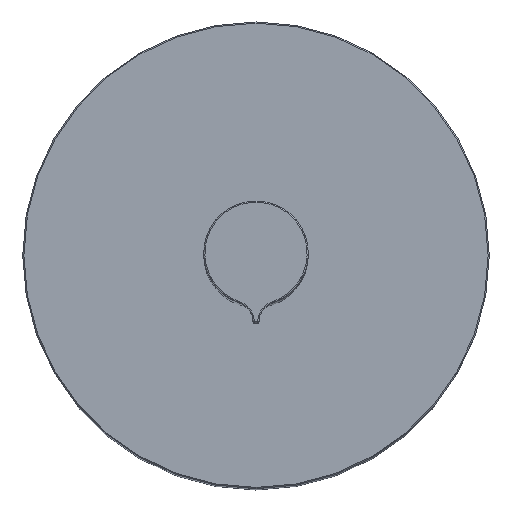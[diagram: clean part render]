
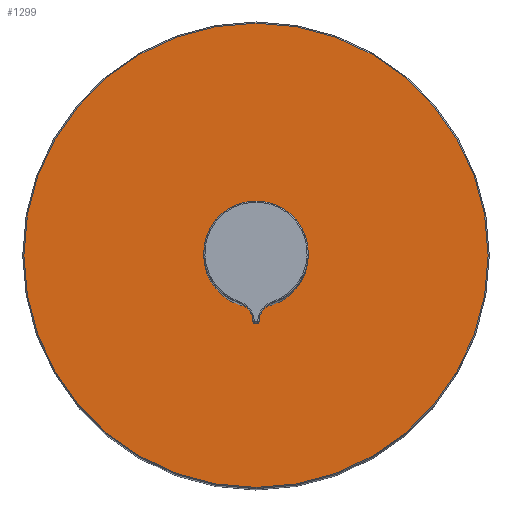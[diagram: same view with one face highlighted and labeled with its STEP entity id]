
A CAD part, top view. The second image highlights one B-rep face of the part: STEP entity #1299.
In plain terms, the highlighted planar face has unit normal (0, 0, 1).
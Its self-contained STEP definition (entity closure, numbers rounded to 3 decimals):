
#212=PLANE('',#1594);
#347=ORIENTED_EDGE('',*,*,#603,.T.);
#348=ORIENTED_EDGE('',*,*,#604,.T.);
#603=EDGE_CURVE('',#737,#737,#838,.F.);
#604=EDGE_CURVE('',#738,#738,#839,.T.);
#737=VERTEX_POINT('',#2390);
#738=VERTEX_POINT('',#2392);
#838=CIRCLE('',#1595,3.3);
#839=CIRCLE('',#1596,39.95);
#960=EDGE_LOOP('',(#347));
#961=EDGE_LOOP('',(#348));
#1118=FACE_BOUND('',#960,.T.);
#1119=FACE_BOUND('',#961,.T.);
#1299=ADVANCED_FACE('',(#1118,#1119),#212,.T.);
#1594=AXIS2_PLACEMENT_3D('',#2388,#1901,#1902);
#1595=AXIS2_PLACEMENT_3D('',#2389,#1903,#1904);
#1596=AXIS2_PLACEMENT_3D('',#2391,#1905,#1906);
#1901=DIRECTION('',(0.,0.,1.));
#1902=DIRECTION('',(1.,0.,0.));
#1903=DIRECTION('',(0.,0.,1.));
#1904=DIRECTION('',(1.,0.,0.));
#1905=DIRECTION('',(0.,0.,1.));
#1906=DIRECTION('',(1.,0.,0.));
#2388=CARTESIAN_POINT('',(0.,0.,3.));
#2389=CARTESIAN_POINT('',(0.,0.,3.));
#2390=CARTESIAN_POINT('',(3.3,0.,3.));
#2391=CARTESIAN_POINT('',(0.,0.,3.));
#2392=CARTESIAN_POINT('',(39.95,0.,3.));
